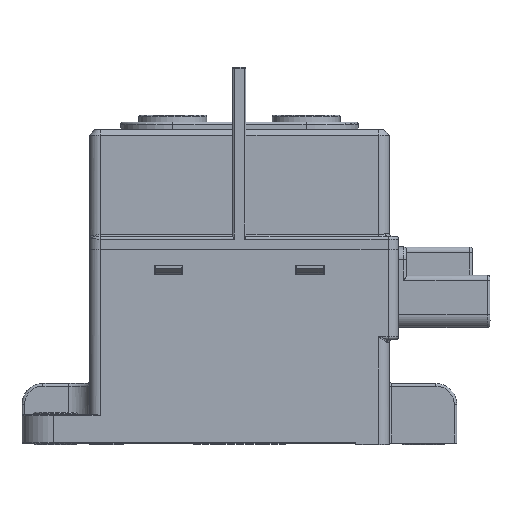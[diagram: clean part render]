
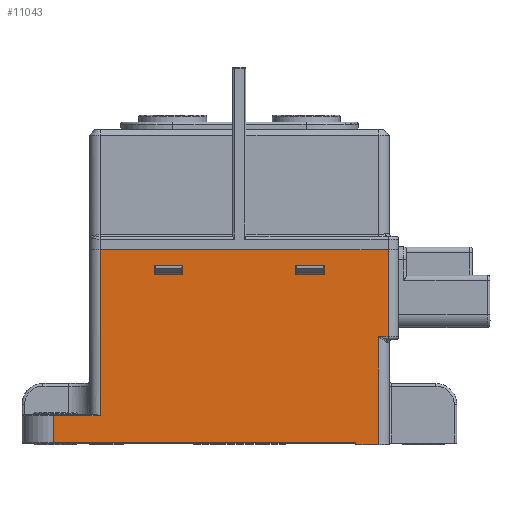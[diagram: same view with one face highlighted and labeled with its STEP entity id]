
A CAD part, top view. The second image highlights one B-rep face of the part: STEP entity #11043.
In plain terms, the highlighted planar face has unit normal (0, 0, 1).
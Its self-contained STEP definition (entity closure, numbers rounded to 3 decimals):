
#2704=DIRECTION('',(-1.,0.,0.));
#2705=VECTOR('',#2704,55.1);
#2706=CARTESIAN_POINT('',(28.45,0.6,21.35));
#2707=LINE('',#2706,#2705);
#3798=DIRECTION('',(0.,-1.,0.));
#3799=VECTOR('',#3798,31.8);
#3800=CARTESIAN_POINT('',(-26.65,0.6,21.35));
#3801=LINE('',#3800,#3799);
#3806=DIRECTION('',(0.,1.,0.));
#3807=VECTOR('',#3806,0.3);
#3808=CARTESIAN_POINT('',(22.25,-36.7,21.35));
#3809=LINE('',#3808,#3807);
#3810=DIRECTION('',(-1.,0.,0.));
#3811=VECTOR('',#3810,57.85);
#3812=CARTESIAN_POINT('',(22.25,-36.4,21.35));
#3813=LINE('',#3812,#3811);
#3814=DIRECTION('',(1.,0.,0.));
#3815=VECTOR('',#3814,1.8);
#3816=CARTESIAN_POINT('',(26.65,-16.1,21.35));
#3817=LINE('',#3816,#3815);
#3864=DIRECTION('',(0.,1.,0.));
#3865=VECTOR('',#3864,16.7);
#3866=CARTESIAN_POINT('',(28.45,-16.1,21.35));
#3867=LINE('',#3866,#3865);
#3912=DIRECTION('',(0.,1.,0.));
#3913=VECTOR('',#3912,20.6);
#3914=CARTESIAN_POINT('',(26.65,-36.7,21.35));
#3915=LINE('',#3914,#3913);
#3946=DIRECTION('',(1.,0.,0.));
#3947=VECTOR('',#3946,4.4);
#3948=CARTESIAN_POINT('',(22.25,-36.7,21.35));
#3949=LINE('',#3948,#3947);
#4280=DIRECTION('',(-1.,0.,0.));
#4281=VECTOR('',#4280,8.95);
#4282=CARTESIAN_POINT('',(-26.65,-31.2,21.35));
#4283=LINE('',#4282,#4281);
#4288=DIRECTION('',(0.,-1.,0.));
#4289=VECTOR('',#4288,5.2);
#4290=CARTESIAN_POINT('',(-35.6,-31.2,21.35));
#4291=LINE('',#4290,#4289);
#5228=DIRECTION('',(0.,1.,0.));
#5229=VECTOR('',#5228,1.8);
#5230=CARTESIAN_POINT('',(10.8,-4.2,21.35));
#5231=LINE('',#5230,#5229);
#5236=DIRECTION('',(1.,0.,0.));
#5237=VECTOR('',#5236,5.4);
#5238=CARTESIAN_POINT('',(10.8,-2.4,21.35));
#5239=LINE('',#5238,#5237);
#5244=DIRECTION('',(0.,-1.,0.));
#5245=VECTOR('',#5244,1.8);
#5246=CARTESIAN_POINT('',(16.2,-2.4,21.35));
#5247=LINE('',#5246,#5245);
#5252=DIRECTION('',(-1.,0.,0.));
#5253=VECTOR('',#5252,5.4);
#5254=CARTESIAN_POINT('',(16.2,-4.2,21.35));
#5255=LINE('',#5254,#5253);
#5260=DIRECTION('',(0.,-1.,0.));
#5261=VECTOR('',#5260,1.8);
#5262=CARTESIAN_POINT('',(-10.8,-2.4,21.35));
#5263=LINE('',#5262,#5261);
#5268=DIRECTION('',(-1.,0.,0.));
#5269=VECTOR('',#5268,5.4);
#5270=CARTESIAN_POINT('',(-10.8,-4.2,21.35));
#5271=LINE('',#5270,#5269);
#5276=DIRECTION('',(0.,1.,0.));
#5277=VECTOR('',#5276,1.8);
#5278=CARTESIAN_POINT('',(-16.2,-4.2,21.35));
#5279=LINE('',#5278,#5277);
#5284=DIRECTION('',(1.,0.,0.));
#5285=VECTOR('',#5284,5.4);
#5286=CARTESIAN_POINT('',(-16.2,-2.4,21.35));
#5287=LINE('',#5286,#5285);
#6647=CARTESIAN_POINT('',(28.45,0.6,21.35));
#6648=VERTEX_POINT('',#6647);
#6649=CARTESIAN_POINT('',(-26.65,0.6,21.35));
#6650=VERTEX_POINT('',#6649);
#7100=CARTESIAN_POINT('',(10.8,-2.4,21.35));
#7101=CARTESIAN_POINT('',(16.2,-2.4,21.35));
#7102=VERTEX_POINT('',#7100);
#7103=VERTEX_POINT('',#7101);
#7104=CARTESIAN_POINT('',(26.65,-16.1,21.35));
#7105=CARTESIAN_POINT('',(28.45,-16.1,21.35));
#7106=VERTEX_POINT('',#7104);
#7107=VERTEX_POINT('',#7105);
#7108=CARTESIAN_POINT('',(26.65,-36.7,21.35));
#7109=VERTEX_POINT('',#7108);
#7110=CARTESIAN_POINT('',(22.25,-36.7,21.35));
#7111=VERTEX_POINT('',#7110);
#7112=CARTESIAN_POINT('',(22.25,-36.4,21.35));
#7113=VERTEX_POINT('',#7112);
#7114=CARTESIAN_POINT('',(-35.6,-36.4,21.35));
#7115=VERTEX_POINT('',#7114);
#7116=CARTESIAN_POINT('',(-35.6,-31.2,21.35));
#7117=VERTEX_POINT('',#7116);
#7118=CARTESIAN_POINT('',(-26.65,-31.2,21.35));
#7119=VERTEX_POINT('',#7118);
#7120=CARTESIAN_POINT('',(10.8,-4.2,21.35));
#7121=VERTEX_POINT('',#7120);
#7122=CARTESIAN_POINT('',(16.2,-4.2,21.35));
#7123=VERTEX_POINT('',#7122);
#7124=CARTESIAN_POINT('',(-10.8,-2.4,21.35));
#7125=CARTESIAN_POINT('',(-10.8,-4.2,21.35));
#7126=VERTEX_POINT('',#7124);
#7127=VERTEX_POINT('',#7125);
#7128=CARTESIAN_POINT('',(-16.2,-2.4,21.35));
#7129=VERTEX_POINT('',#7128);
#7130=CARTESIAN_POINT('',(-16.2,-4.2,21.35));
#7131=VERTEX_POINT('',#7130);
#10998=CARTESIAN_POINT('',(-23.5,-36.1,21.35));
#10999=DIRECTION('',(0.,0.,1.));
#11000=DIRECTION('',(-1.,0.,0.));
#11001=AXIS2_PLACEMENT_3D('',#10998,#10999,#11000);
#11002=PLANE('',#11001);
#11004=ORIENTED_EDGE('',*,*,#11003,.F.);
#11006=ORIENTED_EDGE('',*,*,#11005,.F.);
#11008=ORIENTED_EDGE('',*,*,#11007,.F.);
#11010=ORIENTED_EDGE('',*,*,#11009,.T.);
#11012=ORIENTED_EDGE('',*,*,#11011,.T.);
#11014=ORIENTED_EDGE('',*,*,#11013,.F.);
#11016=ORIENTED_EDGE('',*,*,#11015,.F.);
#11017=ORIENTED_EDGE('',*,*,#10989,.F.);
#11018=ORIENTED_EDGE('',*,*,#9493,.F.);
#11020=ORIENTED_EDGE('',*,*,#11019,.F.);
#11021=EDGE_LOOP('',(#11004,#11006,#11008,#11010,#11012,#11014,#11016,#11017,
#11018,#11020));
#11022=FACE_OUTER_BOUND('',#11021,.F.);
#11024=ORIENTED_EDGE('',*,*,#11023,.F.);
#11026=ORIENTED_EDGE('',*,*,#11025,.F.);
#11028=ORIENTED_EDGE('',*,*,#11027,.F.);
#11030=ORIENTED_EDGE('',*,*,#11029,.F.);
#11031=EDGE_LOOP('',(#11024,#11026,#11028,#11030));
#11032=FACE_BOUND('',#11031,.F.);
#11034=ORIENTED_EDGE('',*,*,#11033,.F.);
#11036=ORIENTED_EDGE('',*,*,#11035,.F.);
#11038=ORIENTED_EDGE('',*,*,#11037,.F.);
#11040=ORIENTED_EDGE('',*,*,#11039,.F.);
#11041=EDGE_LOOP('',(#11034,#11036,#11038,#11040));
#11042=FACE_BOUND('',#11041,.F.);
#11043=ADVANCED_FACE('',(#11022,#11032,#11042),#11002,.T.);
#9493=EDGE_CURVE('',#6648,#6650,#2707,.T.);
#10989=EDGE_CURVE('',#6650,#7119,#3801,.T.);
#11003=EDGE_CURVE('',#7106,#7107,#3817,.T.);
#11005=EDGE_CURVE('',#7109,#7106,#3915,.T.);
#11007=EDGE_CURVE('',#7111,#7109,#3949,.T.);
#11009=EDGE_CURVE('',#7111,#7113,#3809,.T.);
#11011=EDGE_CURVE('',#7113,#7115,#3813,.T.);
#11013=EDGE_CURVE('',#7117,#7115,#4291,.T.);
#11015=EDGE_CURVE('',#7119,#7117,#4283,.T.);
#11019=EDGE_CURVE('',#7107,#6648,#3867,.T.);
#11023=EDGE_CURVE('',#7121,#7102,#5231,.T.);
#11025=EDGE_CURVE('',#7123,#7121,#5255,.T.);
#11027=EDGE_CURVE('',#7103,#7123,#5247,.T.);
#11029=EDGE_CURVE('',#7102,#7103,#5239,.T.);
#11033=EDGE_CURVE('',#7126,#7127,#5263,.T.);
#11035=EDGE_CURVE('',#7129,#7126,#5287,.T.);
#11037=EDGE_CURVE('',#7131,#7129,#5279,.T.);
#11039=EDGE_CURVE('',#7127,#7131,#5271,.T.);
